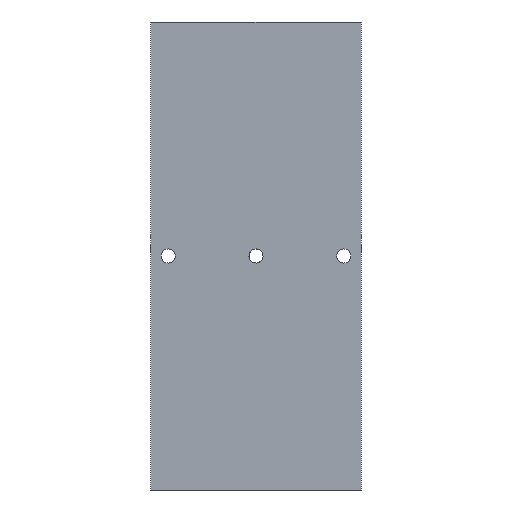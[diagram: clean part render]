
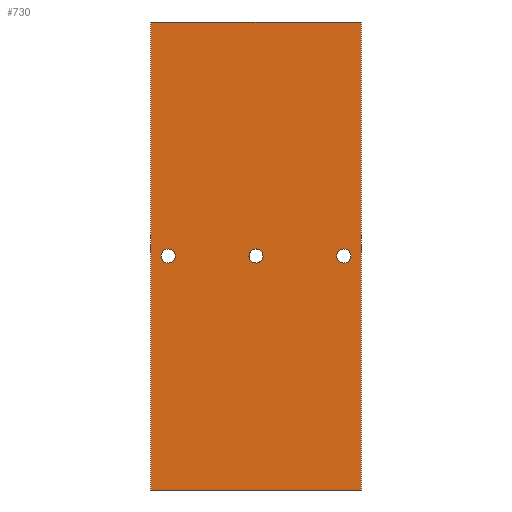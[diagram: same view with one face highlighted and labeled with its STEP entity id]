
A CAD part, front view. The second image highlights one B-rep face of the part: STEP entity #730.
In plain terms, the highlighted planar face has unit normal (0, -1, 0).
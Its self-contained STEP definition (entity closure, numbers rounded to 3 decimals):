
#463 = VERTEX_POINT('',#464);
#464 = CARTESIAN_POINT('',(-45.,0.,0.));
#470 = EDGE_CURVE('',#463,#471,#473,.T.);
#471 = VERTEX_POINT('',#472);
#472 = CARTESIAN_POINT('',(45.,0.,0.));
#473 = LINE('',#474,#475);
#474 = CARTESIAN_POINT('',(-45.,0.,0.));
#475 = VECTOR('',#476,1.);
#476 = DIRECTION('',(1.,0.,0.));
#551 = VERTEX_POINT('',#552);
#552 = CARTESIAN_POINT('',(-45.,0.,200.));
#558 = EDGE_CURVE('',#551,#559,#561,.T.);
#559 = VERTEX_POINT('',#560);
#560 = CARTESIAN_POINT('',(45.,0.,200.));
#561 = LINE('',#562,#563);
#562 = CARTESIAN_POINT('',(-45.,0.,200.));
#563 = VECTOR('',#564,1.);
#564 = DIRECTION('',(1.,0.,0.));
#631 = VERTEX_POINT('',#632);
#632 = CARTESIAN_POINT('',(-3.,0.,100.));
#640 = EDGE_CURVE('',#631,#631,#641,.T.);
#641 = CIRCLE('',#642,3.);
#642 = AXIS2_PLACEMENT_3D('',#643,#644,#645);
#643 = CARTESIAN_POINT('',(0.,0.,100.));
#644 = DIRECTION('',(0.,1.,0.));
#645 = DIRECTION('',(-1.,0.,0.));
#719 = EDGE_CURVE('',#463,#551,#720,.T.);
#720 = LINE('',#721,#722);
#721 = CARTESIAN_POINT('',(-45.,0.,0.));
#722 = VECTOR('',#723,1.);
#723 = DIRECTION('',(0.,0.,1.));
#730 = ADVANCED_FACE('',(#731,#742,#753,#756),#767,.F.);
#731 = FACE_BOUND('',#732,.F.);
#732 = EDGE_LOOP('',(#733,#734,#735,#741));
#733 = ORIENTED_EDGE('',*,*,#719,.T.);
#734 = ORIENTED_EDGE('',*,*,#558,.T.);
#735 = ORIENTED_EDGE('',*,*,#736,.F.);
#736 = EDGE_CURVE('',#471,#559,#737,.T.);
#737 = LINE('',#738,#739);
#738 = CARTESIAN_POINT('',(45.,0.,0.));
#739 = VECTOR('',#740,1.);
#740 = DIRECTION('',(0.,0.,1.));
#741 = ORIENTED_EDGE('',*,*,#470,.F.);
#742 = FACE_BOUND('',#743,.F.);
#743 = EDGE_LOOP('',(#744));
#744 = ORIENTED_EDGE('',*,*,#745,.F.);
#745 = EDGE_CURVE('',#746,#746,#748,.T.);
#746 = VERTEX_POINT('',#747);
#747 = CARTESIAN_POINT('',(-40.5,0.,100.));
#748 = CIRCLE('',#749,3.);
#749 = AXIS2_PLACEMENT_3D('',#750,#751,#752);
#750 = CARTESIAN_POINT('',(-37.5,0.,100.));
#751 = DIRECTION('',(0.,1.,0.));
#752 = DIRECTION('',(-1.,0.,0.));
#753 = FACE_BOUND('',#754,.F.);
#754 = EDGE_LOOP('',(#755));
#755 = ORIENTED_EDGE('',*,*,#640,.F.);
#756 = FACE_BOUND('',#757,.F.);
#757 = EDGE_LOOP('',(#758));
#758 = ORIENTED_EDGE('',*,*,#759,.F.);
#759 = EDGE_CURVE('',#760,#760,#762,.T.);
#760 = VERTEX_POINT('',#761);
#761 = CARTESIAN_POINT('',(34.5,0.,100.));
#762 = CIRCLE('',#763,3.);
#763 = AXIS2_PLACEMENT_3D('',#764,#765,#766);
#764 = CARTESIAN_POINT('',(37.5,0.,100.));
#765 = DIRECTION('',(0.,1.,0.));
#766 = DIRECTION('',(-1.,0.,0.));
#767 = PLANE('',#768);
#768 = AXIS2_PLACEMENT_3D('',#769,#770,#771);
#769 = CARTESIAN_POINT('',(-45.,0.,0.));
#770 = DIRECTION('',(0.,1.,0.));
#771 = DIRECTION('',(1.,0.,0.));
